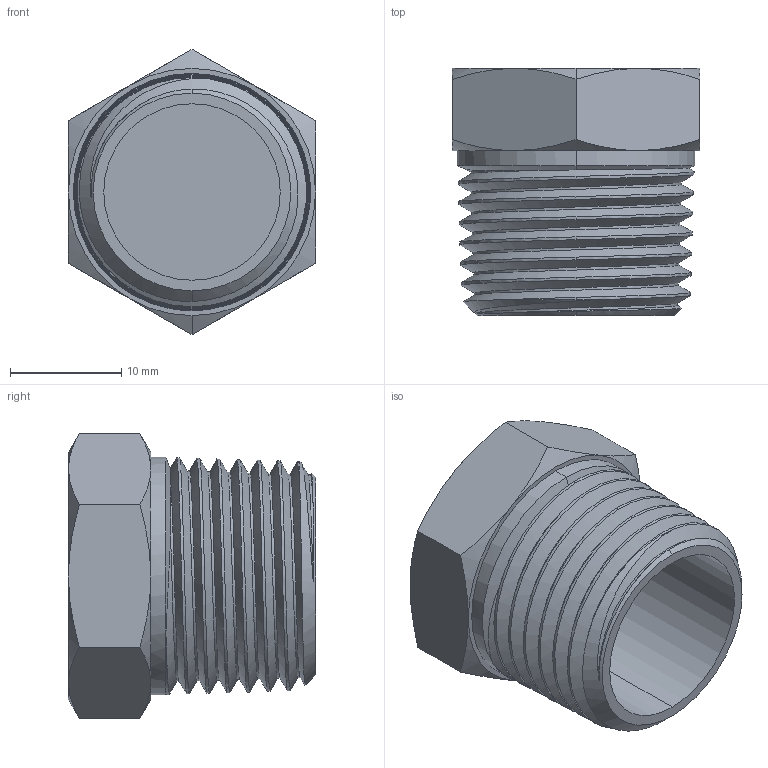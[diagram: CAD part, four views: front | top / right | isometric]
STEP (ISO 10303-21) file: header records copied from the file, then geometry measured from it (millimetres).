
FILE_DESCRIPTION (( 'STEP AP203' ), '1' );
FILE_NAME ('9833K11_Breather Vent (1)_9833K11_sldprt.STEP', '2023-01-20T01:38:47', ( '' ), ( '' ), 'SwSTEP 2.0', 'SolidWorks 2022', '' );
FILE_SCHEMA (( 'CONFIG_CONTROL_DESIGN' ));
Length unit declared in the file: inch
Products named in the file (1): 9833K11_Breather Vent (1)_9833K11_sldprt
Bounding box: 22.23 x 22.23 x 25.66 mm (x, y, z)
Volume: 4814.2 mm3; surface area: 3839.9 mm2
Topology: 1 solids, 1 shells, 62 faces, 146 edges, 90 vertices
Faces by surface type: cone 39, plane 12, cylinder 8, bspline 3
Entity records: 6334 total; most frequent: CARTESIAN_POINT 4943, ORIENTED_EDGE 292, DIRECTION 239, EDGE_CURVE 146, AXIS2_PLACEMENT_3D 100, VERTEX_POINT 90, B_SPLINE_CURVE_WITH_KNOTS 67, EDGE_LOOP 66
